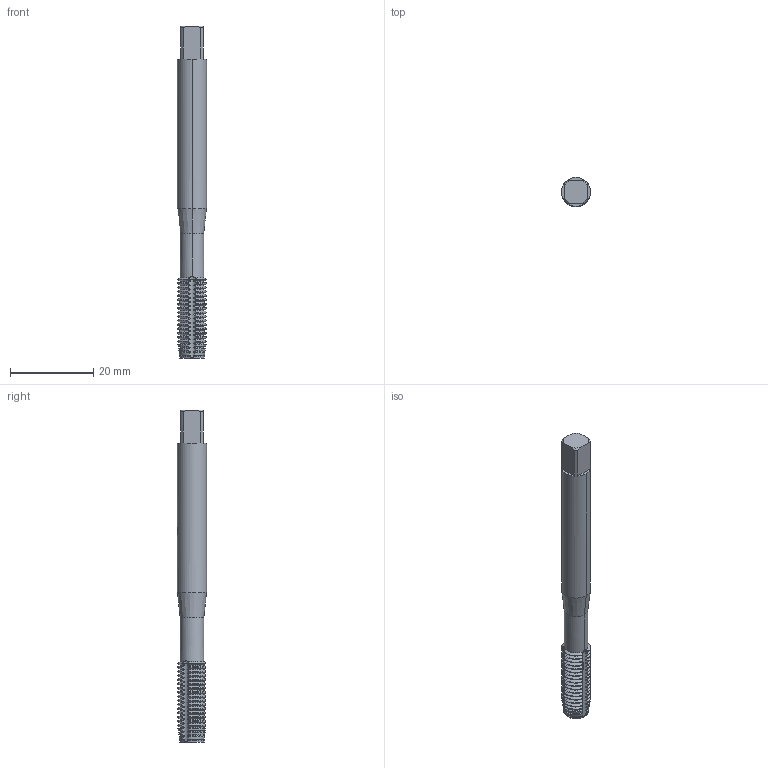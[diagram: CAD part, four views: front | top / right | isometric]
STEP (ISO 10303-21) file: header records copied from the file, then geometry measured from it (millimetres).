
FILE_DESCRIPTION(('no description'),'unknown implementation level');
FILE_NAME('solidcqFvpdp_M4IJmTcqcE7bvNAOusw_1.STP',' ',('CIM GmbH Aachen'),('CADClick - KiM GmbH - www.kimweb.de'),'unknown preprocess','ACIS','unknown authorization');
FILE_SCHEMA(('automotive_design'));
Length unit declared in the file: millimetre
Products named in the file (2): 1; 2
Bounding box: 7 x 7 x 80 mm (x, y, z)
Volume: 2669.6 mm3; surface area: 2587.5 mm2
Topology: 2 solids, 2 shells, 425 faces, 1176 edges, 755 vertices
Faces by surface type: cone 224, cylinder 181, plane 17, torus 3
Entity records: 28444 total; most frequent: CARTESIAN_POINT 4653, STYLED_ITEM 2358, PRESENTATION_STYLE_ASSIGNMENT 2358, COLOUR_RGB 2358, ORIENTED_EDGE 2352, DIRECTION 2221, EDGE_CURVE 1176, CURVE_STYLE 1176
